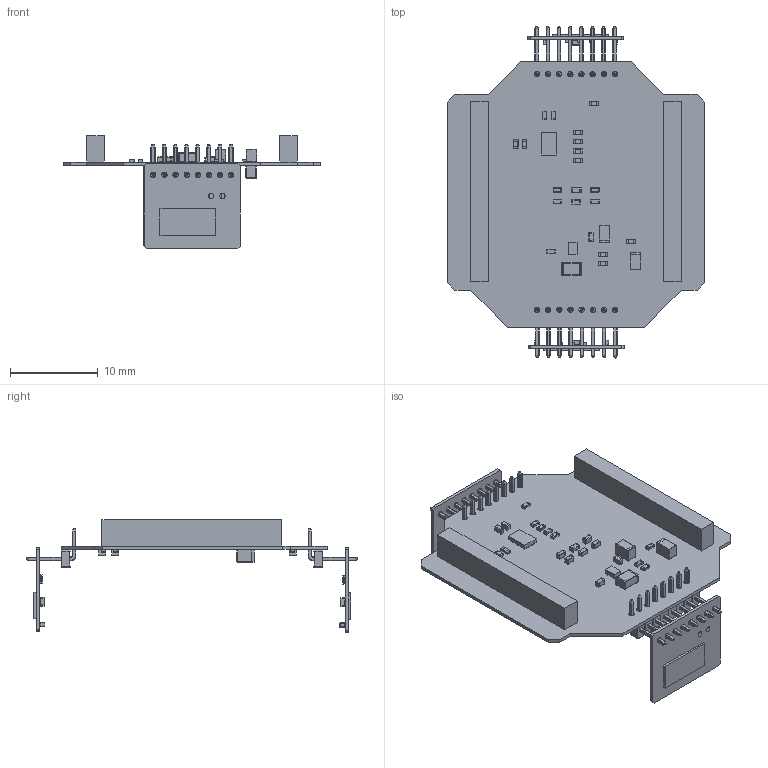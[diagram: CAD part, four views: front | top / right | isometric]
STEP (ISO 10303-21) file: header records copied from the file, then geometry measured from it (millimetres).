
FILE_DESCRIPTION(('STEP AP203'), '1');
FILE_NAME('Test file header', '2022-03-02T09:49:30', ('Default Math Test author'), ('Default Math Test organization'), 'ASCON STEP Converter 1.6', 'ASCON Math Kernel', 'Default Math Test authization');
FILE_SCHEMA(('CONFIG_CONTROL_DESIGN'));
Length unit declared in the file: millimetre
Products named in the file (107): Board; U1; R4; User Library-res0402-1; R3; R2; R1; C2; CAPC1005X06M.step; Terminal; Open CASCADE STEP translator 6.8 7.1.1; Open CASCADE STEP translator 6.8 7.1.2; Mid_Body; Open CASCADE STEP translator 6.8 7.2.1; C1; C3; CAPC1005X60N EIA 0402(1); P3; M50-3930842; M50-393-Pin; R13; C5; CAPC2012X145N EIA 0805(1); L1; INDC2013X11M.step; Open CASCADE STEP translator 6.8 5.1.1; Open CASCADE STEP translator 6.8 5.1.2; Open CASCADE STEP translator 6.8 5.2.1; P4; DS1; DS2; DS3; R12; R11; R10; R9; R8; C12; C11; U6 ...
Assembly tree (137 placements, depth 7):
  (unnamed)
    (unnamed)
      (unnamed)
        Board
        U1
        R4
          User Library-res0402-1
        R3
          User Library-res0402-1
        R2
          User Library-res0402-1
        R1
          User Library-res0402-1
        C2
          CAPC1005X06M.step
            Terminal
              Open CASCADE STEP translator 6.8 7.1.1
              Open CASCADE STEP translator 6.8 7.1.2
            Mid_Body
              Open CASCADE STEP translator 6.8 7.2.1
        C1
          CAPC1005X06M.step
            Terminal
              Open CASCADE STEP translator 6.8 7.1.1
              Open CASCADE STEP translator 6.8 7.1.2
            Mid_Body
              Open CASCADE STEP translator 6.8 7.2.1
        C3
          CAPC1005X60N EIA 0402(1)
    (unnamed)
      (unnamed)
        Board
        P3
          M50-3930842
            M50-393-Pin  x8
        R13
          User Library-res0402-1
        C5
          CAPC2012X145N EIA 0805(1)
        L1
          INDC2013X11M.step
            Terminal
              Open CASCADE STEP translator 6.8 5.1.1
              Open CASCADE STEP translator 6.8 5.1.2
            Mid_Body
              Open CASCADE STEP translator 6.8 5.2.1
        P4
          M50-3930842
            M50-393-Pin  x8
        DS1
        DS2
        DS3
        C1
          CAPC1005X06M.step
            Terminal
              Open CASCADE STEP translator 6.8 7.1.1
              Open CASCADE STEP translator 6.8 7.1.2
            Mid_Body
              Open CASCADE STEP translator 6.8 7.2.1
        R12
Bounding box: 29.4 x 37.85 x 12.84 mm (x, y, z)
Volume: 730.4 mm3; surface area: 3175.7 mm2
Topology: 103 solids, 103 shells, 4200 faces, 9734 edges, 5228 vertices
Faces by surface type: plane 1826, cylinder 1510, sphere 544, bspline 192, torus 128
Full cylindrical faces by diameter (mm): 0.611 x36, 0.911 x20
Entity records: 53896 total; most frequent: CARTESIAN_POINT 7596, DIRECTION 7220, ORIENTED_EDGE 6800, EDGE_CURVE 3400, LINE 2764, VECTOR 2764, AXIS2_PLACEMENT_3D 2228, VERTEX_POINT 2072
